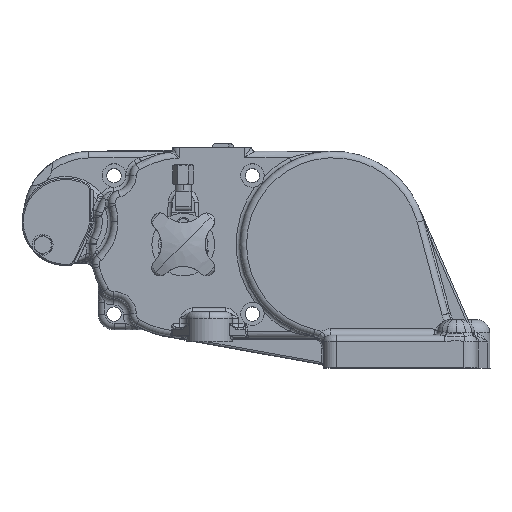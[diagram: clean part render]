
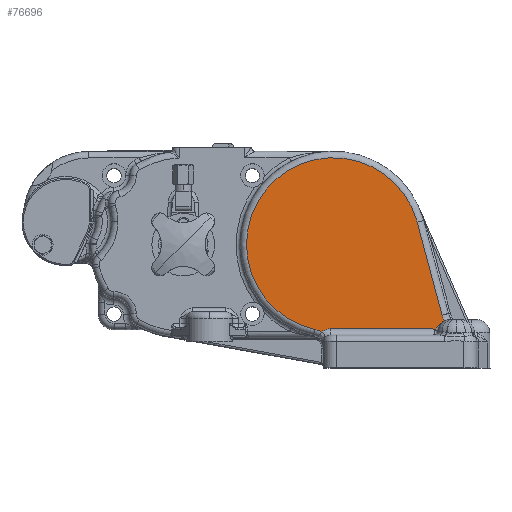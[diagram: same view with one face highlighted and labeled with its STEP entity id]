
A CAD part, top view. The second image highlights one B-rep face of the part: STEP entity #76696.
In plain terms, the highlighted planar face has unit normal (0, 0, 1).
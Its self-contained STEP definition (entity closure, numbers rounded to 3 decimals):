
#41703 = AXIS2_PLACEMENT_3D ( 'NONE', #64955, #64975, #64977 ) ;
#64955 = CARTESIAN_POINT ( 'NONE',  ( 0., 0., 85.5 ) ) ;
#64957 = PLANE ( 'NONE',  #41703 ) ;
#64975 = DIRECTION ( 'NONE',  ( 0., 0., 1. ) ) ;
#64977 = DIRECTION ( 'NONE',  ( 1., 0., 0. ) ) ;
#66176 = ORIENTED_EDGE ( 'NONE', *, *, #99846, .T. ) ;
#66217 = ORIENTED_EDGE ( 'NONE', *, *, #99844, .T. ) ;
#66299 = ORIENTED_EDGE ( 'NONE', *, *, #99843, .T. ) ;
#66304 = ORIENTED_EDGE ( 'NONE', *, *, #99841, .T. ) ;
#66305 = ORIENTED_EDGE ( 'NONE', *, *, #99842, .T. ) ;
#66481 = ORIENTED_EDGE ( 'NONE', *, *, #99845, .T. ) ;
#66482 = ORIENTED_EDGE ( 'NONE', *, *, #99837, .T. ) ;
#68274 = AXIS2_PLACEMENT_3D ( 'NONE', #106268, #106299, #106301 ) ;
#68278 = AXIS2_PLACEMENT_3D ( 'NONE', #106297, #106320, #106322 ) ;
#68280 = AXIS2_PLACEMENT_3D ( 'NONE', #106305, #106326, #106328 ) ;
#68282 = AXIS2_PLACEMENT_3D ( 'NONE', #106330, #106385, #106386 ) ;
#76696 = ADVANCED_FACE ( 'NONE', ( #110402 ), #64957, .T. ) ;
#93266 = CIRCLE ( 'NONE', #68274, 25. ) ;
#93267 = LINE ( 'NONE', #106379, #93275 ) ;
#93273 = CIRCLE ( 'NONE', #68278, 66.5 ) ;
#93275 = VECTOR ( 'NONE', #106381, 1000. ) ;
#93276 = CIRCLE ( 'NONE', #68280, 15. ) ;
#93278 = LINE ( 'NONE', #106383, #93280 ) ;
#93280 = VECTOR ( 'NONE', #106384, 1000. ) ;
#93285 = CIRCLE ( 'NONE', #68282, 10. ) ;
#99837 = EDGE_CURVE ( 'NONE', #105111, #105113, #93266, .T. ) ;
#99841 = EDGE_CURVE ( 'NONE', #105115, #105117, #93273, .T. ) ;
#99842 = EDGE_CURVE ( 'NONE', #105117, #105118, #93276, .T. ) ;
#99843 = EDGE_CURVE ( 'NONE', #105110, #105111, #113746, .T. ) ;
#99844 = EDGE_CURVE ( 'NONE', #105108, #105110, #93267, .T. ) ;
#99845 = EDGE_CURVE ( 'NONE', #105113, #105115, #93278, .T. ) ;
#99846 = EDGE_CURVE ( 'NONE', #105118, #105108, #93285, .T. ) ;
#105108 = VERTEX_POINT ( 'NONE', #118520 ) ;
#105110 = VERTEX_POINT ( 'NONE', #118521 ) ;
#105111 = VERTEX_POINT ( 'NONE', #118523 ) ;
#105113 = VERTEX_POINT ( 'NONE', #118524 ) ;
#105115 = VERTEX_POINT ( 'NONE', #118526 ) ;
#105117 = VERTEX_POINT ( 'NONE', #118529 ) ;
#105118 = VERTEX_POINT ( 'NONE', #118531 ) ;
#106268 = CARTESIAN_POINT ( 'NONE',  ( 107.495, -47.647, 85.5 ) ) ;
#106297 = CARTESIAN_POINT ( 'NONE',  ( 0., 0., 85.5 ) ) ;
#106299 = DIRECTION ( 'NONE',  ( 0., 0., -1. ) ) ;
#106301 = DIRECTION ( 'NONE',  ( 1., 0., 0. ) ) ;
#106305 = CARTESIAN_POINT ( 'NONE',  ( -17.5, -79.599, 85.5 ) ) ;
#106320 = DIRECTION ( 'NONE',  ( 0., 0., 1. ) ) ;
#106322 = DIRECTION ( 'NONE',  ( 1., 0., 0. ) ) ;
#106324 = CARTESIAN_POINT ( 'NONE',  ( 76.267, -64.5, 85.5 ) ) ;
#106326 = DIRECTION ( 'NONE',  ( 0., 0., -1. ) ) ;
#106328 = DIRECTION ( 'NONE',  ( 1., 0., 0. ) ) ;
#106330 = CARTESIAN_POINT ( 'NONE',  ( -2.5, -74.5, 85.5 ) ) ;
#106333 = CARTESIAN_POINT ( 'NONE',  ( 76.352, -64.584, 85.5 ) ) ;
#106335 = CARTESIAN_POINT ( 'NONE',  ( 76.44, -64.665, 85.5 ) ) ;
#106337 = CARTESIAN_POINT ( 'NONE',  ( 76.626, -64.815, 85.5 ) ) ;
#106339 = CARTESIAN_POINT ( 'NONE',  ( 76.724, -64.884, 85.5 ) ) ;
#106341 = CARTESIAN_POINT ( 'NONE',  ( 76.934, -64.995, 85.5 ) ) ;
#106343 = CARTESIAN_POINT ( 'NONE',  ( 77.049, -65.037, 85.5 ) ) ;
#106345 = CARTESIAN_POINT ( 'NONE',  ( 77.286, -65.065, 85.5 ) ) ;
#106346 = CARTESIAN_POINT ( 'NONE',  ( 77.408, -65.05, 85.5 ) ) ;
#106347 = CARTESIAN_POINT ( 'NONE',  ( 77.636, -64.974, 85.5 ) ) ;
#106349 = CARTESIAN_POINT ( 'NONE',  ( 77.742, -64.916, 85.5 ) ) ;
#106351 = CARTESIAN_POINT ( 'NONE',  ( 77.939, -64.781, 85.5 ) ) ;
#106353 = CARTESIAN_POINT ( 'NONE',  ( 78.032, -64.704, 85.5 ) ) ;
#106355 = CARTESIAN_POINT ( 'NONE',  ( 78.296, -64.464, 85.5 ) ) ;
#106357 = CARTESIAN_POINT ( 'NONE',  ( 78.458, -64.29, 85.5 ) ) ;
#106359 = CARTESIAN_POINT ( 'NONE',  ( 78.929, -63.757, 85.5 ) ) ;
#106361 = CARTESIAN_POINT ( 'NONE',  ( 79.228, -63.386, 85.5 ) ) ;
#106363 = CARTESIAN_POINT ( 'NONE',  ( 79.838, -62.658, 85.5 ) ) ;
#106365 = CARTESIAN_POINT ( 'NONE',  ( 80.147, -62.298, 85.5 ) ) ;
#106367 = CARTESIAN_POINT ( 'NONE',  ( 81.108, -61.255, 85.5 ) ) ;
#106369 = CARTESIAN_POINT ( 'NONE',  ( 81.793, -60.605, 85.5 ) ) ;
#106370 = CARTESIAN_POINT ( 'NONE',  ( 82.922, -59.738, 85.5 ) ) ;
#106371 = CARTESIAN_POINT ( 'NONE',  ( 83.317, -59.465, 85.5 ) ) ;
#106373 = CARTESIAN_POINT ( 'NONE',  ( 84.135, -58.966, 85.5 ) ) ;
#106375 = CARTESIAN_POINT ( 'NONE',  ( 84.557, -58.74, 85.5 ) ) ;
#106377 = CARTESIAN_POINT ( 'NONE',  ( 84.993, -58.54, 85.5 ) ) ;
#106379 = CARTESIAN_POINT ( 'NONE',  ( 81.351, -64.5, 85.5 ) ) ;
#106381 = DIRECTION ( 'NONE',  ( 1., 0., 0. ) ) ;
#106383 = CARTESIAN_POINT ( 'NONE',  ( 64.234, 17.211, 85.5 ) ) ;
#106384 = DIRECTION ( 'NONE',  ( -0.259, 0.966, 0. ) ) ;
#106385 = DIRECTION ( 'NONE',  ( 0., 0., -1. ) ) ;
#106386 = DIRECTION ( 'NONE',  ( 1., 0., 0. ) ) ;
#110402 = FACE_OUTER_BOUND ( 'NONE', #115648, .T. ) ;
#113746 = B_SPLINE_CURVE_WITH_KNOTS ( 'NONE', 3,
 ( #106324, #106333, #106335, #106337, #106339, #106341, #106343, #106345, #106346, #106347, #106349, #106351, #106353, #106355, #106357, #106359, #106361, #106363, #106365, #106367, #106369, #106370, #106371, #106373, #106375, #106377 ),
 .UNSPECIFIED., .F., .F.,
 ( 4, 2, 2, 2, 2, 2, 2, 2, 2, 2, 2, 2, 4 ),
 ( 0., 0., 0.001, 0.001, 0.001, 0.002, 0.002, 0.003, 0.004, 0.006, 0.009, 0.01, 0.011 ),
 .UNSPECIFIED. ) ;
#115648 = EDGE_LOOP ( 'NONE', ( #66217, #66299, #66482, #66481, #66304, #66305, #66176 ) ) ;
#118520 = CARTESIAN_POINT ( 'NONE',  ( -2.5, -64.5, 85.5 ) ) ;
#118521 = CARTESIAN_POINT ( 'NONE',  ( 76.267, -64.5, 85.5 ) ) ;
#118523 = CARTESIAN_POINT ( 'NONE',  ( 84.993, -58.54, 85.5 ) ) ;
#118524 = CARTESIAN_POINT ( 'NONE',  ( 83.347, -54.118, 85.5 ) ) ;
#118526 = CARTESIAN_POINT ( 'NONE',  ( 64.234, 17.211, 85.5 ) ) ;
#118529 = CARTESIAN_POINT ( 'NONE',  ( -14.279, -64.949, 85.5 ) ) ;
#118531 = CARTESIAN_POINT ( 'NONE',  ( -9.218, -67.093, 85.5 ) ) ;
